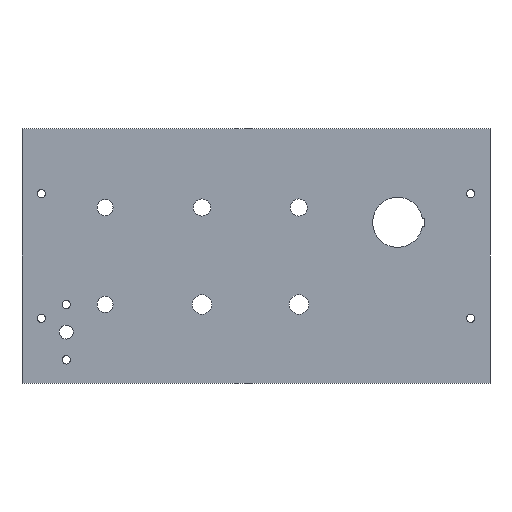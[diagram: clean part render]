
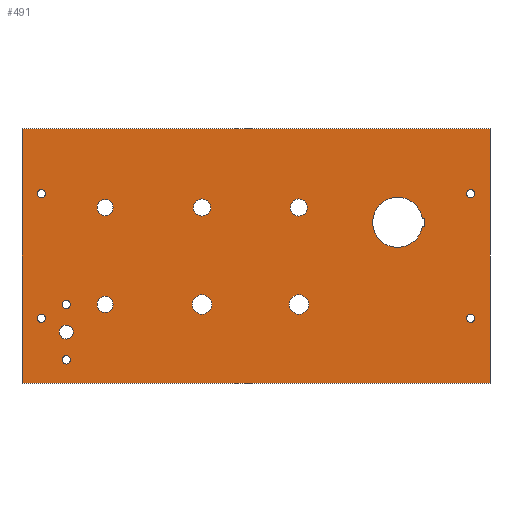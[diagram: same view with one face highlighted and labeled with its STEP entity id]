
A CAD part, front view. The second image highlights one B-rep face of the part: STEP entity #491.
In plain terms, the highlighted planar face has unit normal (0, -1, 0).
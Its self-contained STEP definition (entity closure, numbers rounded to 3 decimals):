
#29=FACE_BOUND('',#112,.T.);
#30=FACE_BOUND('',#113,.T.);
#31=FACE_BOUND('',#114,.T.);
#32=FACE_BOUND('',#115,.T.);
#33=FACE_BOUND('',#116,.T.);
#34=FACE_BOUND('',#117,.T.);
#35=FACE_BOUND('',#118,.T.);
#36=FACE_BOUND('',#119,.T.);
#37=FACE_BOUND('',#120,.T.);
#38=FACE_BOUND('',#121,.T.);
#39=FACE_BOUND('',#122,.T.);
#40=FACE_BOUND('',#123,.T.);
#41=FACE_BOUND('',#124,.T.);
#42=FACE_BOUND('',#125,.T.);
#51=PLANE('',#556);
#74=FACE_OUTER_BOUND('',#111,.T.);
#111=EDGE_LOOP('',(#434,#435,#436,#437));
#112=EDGE_LOOP('',(#438));
#113=EDGE_LOOP('',(#439));
#114=EDGE_LOOP('',(#440));
#115=EDGE_LOOP('',(#441));
#116=EDGE_LOOP('',(#442));
#117=EDGE_LOOP('',(#443));
#118=EDGE_LOOP('',(#444));
#119=EDGE_LOOP('',(#445));
#120=EDGE_LOOP('',(#446));
#121=EDGE_LOOP('',(#447));
#122=EDGE_LOOP('',(#448));
#123=EDGE_LOOP('',(#449));
#124=EDGE_LOOP('',(#450));
#125=EDGE_LOOP('',(#451,#452,#453,#454));
#139=LINE('',#778,#174);
#143=LINE('',#786,#178);
#147=LINE('',#797,#182);
#149=LINE('',#802,#184);
#153=LINE('',#810,#188);
#156=LINE('',#816,#191);
#159=LINE('',#821,#194);
#174=VECTOR('',#652,10.);
#178=VECTOR('',#658,10.);
#182=VECTOR('',#670,10.);
#184=VECTOR('',#674,10.);
#188=VECTOR('',#680,10.);
#191=VECTOR('',#685,10.);
#194=VECTOR('',#690,10.);
#197=CIRCLE('',#508,1.5);
#199=CIRCLE('',#511,1.5);
#201=CIRCLE('',#514,1.5);
#203=CIRCLE('',#517,1.5);
#205=CIRCLE('',#520,1.5);
#207=CIRCLE('',#523,2.5);
#209=CIRCLE('',#526,2.9);
#211=CIRCLE('',#529,2.9);
#213=CIRCLE('',#532,1.5);
#215=CIRCLE('',#535,3.5);
#217=CIRCLE('',#538,3.5);
#219=CIRCLE('',#541,3.1);
#221=CIRCLE('',#544,3.1);
#222=CIRCLE('',#548,9.05);
#225=VERTEX_POINT('',#700);
#227=VERTEX_POINT('',#706);
#229=VERTEX_POINT('',#712);
#231=VERTEX_POINT('',#718);
#233=VERTEX_POINT('',#724);
#235=VERTEX_POINT('',#730);
#237=VERTEX_POINT('',#736);
#239=VERTEX_POINT('',#742);
#241=VERTEX_POINT('',#748);
#243=VERTEX_POINT('',#754);
#245=VERTEX_POINT('',#760);
#247=VERTEX_POINT('',#766);
#249=VERTEX_POINT('',#772);
#250=VERTEX_POINT('',#776);
#251=VERTEX_POINT('',#777);
#254=VERTEX_POINT('',#785);
#256=VERTEX_POINT('',#791);
#258=VERTEX_POINT('',#800);
#259=VERTEX_POINT('',#801);
#262=VERTEX_POINT('',#809);
#264=VERTEX_POINT('',#815);
#268=EDGE_CURVE('',#225,#225,#197,.T.);
#271=EDGE_CURVE('',#227,#227,#199,.T.);
#274=EDGE_CURVE('',#229,#229,#201,.T.);
#277=EDGE_CURVE('',#231,#231,#203,.T.);
#280=EDGE_CURVE('',#233,#233,#205,.T.);
#283=EDGE_CURVE('',#235,#235,#207,.T.);
#286=EDGE_CURVE('',#237,#237,#209,.T.);
#289=EDGE_CURVE('',#239,#239,#211,.T.);
#292=EDGE_CURVE('',#241,#241,#213,.T.);
#295=EDGE_CURVE('',#243,#243,#215,.T.);
#298=EDGE_CURVE('',#245,#245,#217,.T.);
#301=EDGE_CURVE('',#247,#247,#219,.T.);
#304=EDGE_CURVE('',#249,#249,#221,.T.);
#305=EDGE_CURVE('',#250,#251,#139,.T.);
#309=EDGE_CURVE('',#251,#254,#143,.T.);
#312=EDGE_CURVE('',#254,#256,#222,.T.);
#315=EDGE_CURVE('',#256,#250,#147,.T.);
#317=EDGE_CURVE('',#258,#259,#149,.T.);
#321=EDGE_CURVE('',#259,#262,#153,.T.);
#324=EDGE_CURVE('',#262,#264,#156,.T.);
#327=EDGE_CURVE('',#264,#258,#159,.T.);
#434=ORIENTED_EDGE('',*,*,#327,.T.);
#435=ORIENTED_EDGE('',*,*,#317,.T.);
#436=ORIENTED_EDGE('',*,*,#321,.T.);
#437=ORIENTED_EDGE('',*,*,#324,.T.);
#438=ORIENTED_EDGE('',*,*,#268,.T.);
#439=ORIENTED_EDGE('',*,*,#271,.T.);
#440=ORIENTED_EDGE('',*,*,#274,.T.);
#441=ORIENTED_EDGE('',*,*,#277,.T.);
#442=ORIENTED_EDGE('',*,*,#280,.T.);
#443=ORIENTED_EDGE('',*,*,#283,.T.);
#444=ORIENTED_EDGE('',*,*,#286,.T.);
#445=ORIENTED_EDGE('',*,*,#289,.T.);
#446=ORIENTED_EDGE('',*,*,#292,.T.);
#447=ORIENTED_EDGE('',*,*,#295,.T.);
#448=ORIENTED_EDGE('',*,*,#298,.T.);
#449=ORIENTED_EDGE('',*,*,#301,.T.);
#450=ORIENTED_EDGE('',*,*,#304,.T.);
#451=ORIENTED_EDGE('',*,*,#305,.T.);
#452=ORIENTED_EDGE('',*,*,#309,.T.);
#453=ORIENTED_EDGE('',*,*,#312,.T.);
#454=ORIENTED_EDGE('',*,*,#315,.T.);
#491=ADVANCED_FACE('',(#74,#29,#30,#31,#32,#33,#34,#35,#36,#37,#38,#39,
#40,#41,#42),#51,.F.);
#508=AXIS2_PLACEMENT_3D('',#702,#564,#565);
#511=AXIS2_PLACEMENT_3D('',#708,#571,#572);
#514=AXIS2_PLACEMENT_3D('',#714,#578,#579);
#517=AXIS2_PLACEMENT_3D('',#720,#585,#586);
#520=AXIS2_PLACEMENT_3D('',#726,#592,#593);
#523=AXIS2_PLACEMENT_3D('',#732,#599,#600);
#526=AXIS2_PLACEMENT_3D('',#738,#606,#607);
#529=AXIS2_PLACEMENT_3D('',#744,#613,#614);
#532=AXIS2_PLACEMENT_3D('',#750,#620,#621);
#535=AXIS2_PLACEMENT_3D('',#756,#627,#628);
#538=AXIS2_PLACEMENT_3D('',#762,#634,#635);
#541=AXIS2_PLACEMENT_3D('',#768,#641,#642);
#544=AXIS2_PLACEMENT_3D('',#774,#648,#649);
#548=AXIS2_PLACEMENT_3D('',#792,#663,#664);
#556=AXIS2_PLACEMENT_3D('',#824,#694,#695);
#564=DIRECTION('center_axis',(0.,1.,0.));
#565=DIRECTION('ref_axis',(-1.,0.,0.));
#571=DIRECTION('center_axis',(0.,1.,0.));
#572=DIRECTION('ref_axis',(-1.,0.,0.));
#578=DIRECTION('center_axis',(0.,1.,0.));
#579=DIRECTION('ref_axis',(-1.,0.,0.));
#585=DIRECTION('center_axis',(0.,1.,0.));
#586=DIRECTION('ref_axis',(-1.,0.,0.));
#592=DIRECTION('center_axis',(0.,1.,0.));
#593=DIRECTION('ref_axis',(-1.,0.,0.));
#599=DIRECTION('center_axis',(0.,1.,0.));
#600=DIRECTION('ref_axis',(-1.,0.,0.));
#606=DIRECTION('center_axis',(0.,1.,0.));
#607=DIRECTION('ref_axis',(-1.,0.,0.));
#613=DIRECTION('center_axis',(0.,1.,0.));
#614=DIRECTION('ref_axis',(-1.,0.,0.));
#620=DIRECTION('center_axis',(0.,1.,0.));
#621=DIRECTION('ref_axis',(-1.,0.,0.));
#627=DIRECTION('center_axis',(0.,1.,0.));
#628=DIRECTION('ref_axis',(-1.,0.,0.));
#634=DIRECTION('center_axis',(0.,1.,0.));
#635=DIRECTION('ref_axis',(-1.,0.,0.));
#641=DIRECTION('center_axis',(0.,1.,0.));
#642=DIRECTION('ref_axis',(-1.,0.,0.));
#648=DIRECTION('center_axis',(0.,1.,0.));
#649=DIRECTION('ref_axis',(-1.,0.,0.));
#652=DIRECTION('',(0.,0.,-1.));
#658=DIRECTION('',(-1.,0.,0.));
#663=DIRECTION('center_axis',(0.,1.,0.));
#664=DIRECTION('ref_axis',(-1.,0.,0.));
#670=DIRECTION('',(1.,0.,0.));
#674=DIRECTION('',(0.,0.,-1.));
#680=DIRECTION('',(1.,0.,0.));
#685=DIRECTION('',(0.,0.,1.));
#690=DIRECTION('',(-1.,0.,0.));
#694=DIRECTION('center_axis',(0.,1.,0.));
#695=DIRECTION('ref_axis',(-1.,0.,0.));
#700=CARTESIAN_POINT('',(-157.5,67.5,-60.75));
#702=CARTESIAN_POINT('Origin',(-159.,67.5,-60.75));
#706=CARTESIAN_POINT('',(-2.5,67.5,-15.75));
#708=CARTESIAN_POINT('Origin',(-4.,67.5,-15.75));
#712=CARTESIAN_POINT('',(-157.5,67.5,-15.75));
#714=CARTESIAN_POINT('Origin',(-159.,67.5,-15.75));
#718=CARTESIAN_POINT('',(-2.5,67.5,-60.75));
#720=CARTESIAN_POINT('Origin',(-4.,67.5,-60.75));
#724=CARTESIAN_POINT('',(-148.5,67.5,-55.75));
#726=CARTESIAN_POINT('Origin',(-150.,67.5,-55.75));
#730=CARTESIAN_POINT('',(-147.5,67.5,-65.75));
#732=CARTESIAN_POINT('Origin',(-150.,67.5,-65.75));
#736=CARTESIAN_POINT('',(-133.1,67.5,-20.75));
#738=CARTESIAN_POINT('Origin',(-136.,67.5,-20.75));
#742=CARTESIAN_POINT('',(-133.1,67.5,-55.75));
#744=CARTESIAN_POINT('Origin',(-136.,67.5,-55.75));
#748=CARTESIAN_POINT('',(-148.5,67.5,-75.75));
#750=CARTESIAN_POINT('Origin',(-150.,67.5,-75.75));
#754=CARTESIAN_POINT('',(-62.5,67.5,-55.75));
#756=CARTESIAN_POINT('Origin',(-66.,67.5,-55.75));
#760=CARTESIAN_POINT('',(-97.5,67.5,-55.75));
#762=CARTESIAN_POINT('Origin',(-101.,67.5,-55.75));
#766=CARTESIAN_POINT('',(-97.9,67.5,-20.75));
#768=CARTESIAN_POINT('Origin',(-101.,67.5,-20.75));
#772=CARTESIAN_POINT('',(-62.9,67.5,-20.75));
#774=CARTESIAN_POINT('Origin',(-66.,67.5,-20.75));
#776=CARTESIAN_POINT('',(-20.55,67.5,-24.6));
#777=CARTESIAN_POINT('',(-20.55,67.5,-27.6));
#778=CARTESIAN_POINT('',(-20.55,67.5,-32.925));
#785=CARTESIAN_POINT('',(-21.425,67.5,-27.6));
#786=CARTESIAN_POINT('',(-51.463,67.5,-27.6));
#791=CARTESIAN_POINT('',(-21.425,67.5,-24.6));
#792=CARTESIAN_POINT('Origin',(-30.35,67.5,-26.1));
#797=CARTESIAN_POINT('',(-51.025,67.5,-24.6));
#800=CARTESIAN_POINT('',(-166.,67.5,7.75));
#801=CARTESIAN_POINT('',(-166.,67.5,-84.25));
#802=CARTESIAN_POINT('',(-166.,67.5,7.75));
#809=CARTESIAN_POINT('',(3.,67.5,-84.25));
#810=CARTESIAN_POINT('',(-166.,67.5,-84.25));
#815=CARTESIAN_POINT('',(3.,67.5,7.75));
#816=CARTESIAN_POINT('',(3.,67.5,-84.25));
#821=CARTESIAN_POINT('',(3.,67.5,7.75));
#824=CARTESIAN_POINT('Origin',(-81.5,67.5,-38.25));
